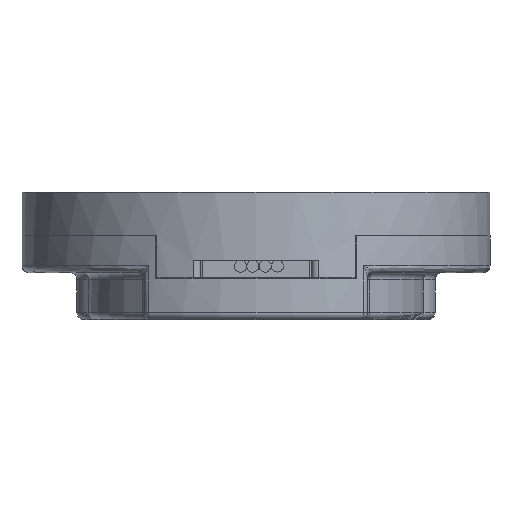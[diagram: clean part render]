
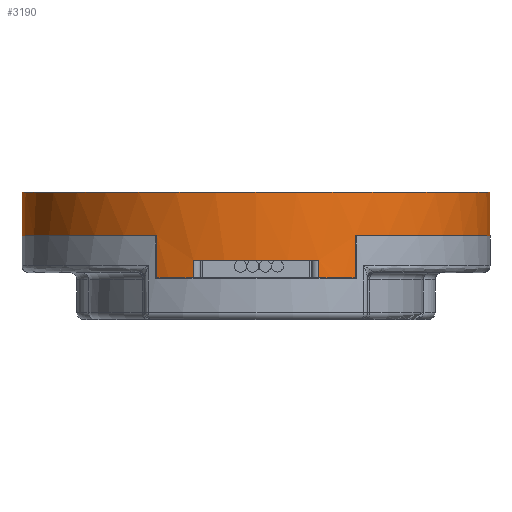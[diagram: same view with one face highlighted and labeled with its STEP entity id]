
A CAD part, front view. The second image highlights one B-rep face of the part: STEP entity #3190.
In plain terms, the highlighted cylindrical face has radius 26.67 mm (diameter 53.34 mm), a partial arc.
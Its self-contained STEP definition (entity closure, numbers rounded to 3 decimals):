
#421 = CARTESIAN_POINT ( 'NONE',  ( 0., 0., 9.728 ) ) ;
#426 = ORIENTED_EDGE ( 'NONE', *, *, #20297, .T. ) ;
#665 = CARTESIAN_POINT ( 'NONE',  ( 0., 0., 0. ) ) ;
#761 = DIRECTION ( 'NONE',  ( 0., 0., 1. ) ) ;
#825 = CARTESIAN_POINT ( 'NONE',  ( -7.155, -25.692, 0. ) ) ;
#1014 = DIRECTION ( 'NONE',  ( 0., 0., 1. ) ) ;
#1029 = AXIS2_PLACEMENT_3D ( 'NONE', #22047, #24051, #17666 ) ;
#1074 = AXIS2_PLACEMENT_3D ( 'NONE', #16535, #14617, #4744 ) ;
#1289 = EDGE_CURVE ( 'NONE', #25011, #8175, #19910, .T. ) ;
#1441 = LINE ( 'NONE', #11566, #18943 ) ;
#1966 = ORIENTED_EDGE ( 'NONE', *, *, #5585, .T. ) ;
#1971 = CARTESIAN_POINT ( 'NONE',  ( 26.67, 0., 4.953 ) ) ;
#2121 = VERTEX_POINT ( 'NONE', #22687 ) ;
#2129 = AXIS2_PLACEMENT_3D ( 'NONE', #665, #761, #24881 ) ;
#2358 = CIRCLE ( 'NONE', #1029, 26.67 ) ;
#2743 = LINE ( 'NONE', #14000, #4951 ) ;
#3026 = CIRCLE ( 'NONE', #21861, 26.67 ) ;
#3183 = ORIENTED_EDGE ( 'NONE', *, *, #16142, .T. ) ;
#3190 = ADVANCED_FACE ( 'NONE', ( #18380 ), #20282, .T. ) ;
#3355 = VERTEX_POINT ( 'NONE', #13487 ) ;
#3530 = EDGE_CURVE ( 'NONE', #24165, #2121, #2743, .T. ) ;
#3830 = VECTOR ( 'NONE', #8830, 1000. ) ;
#3936 = B_SPLINE_CURVE_WITH_KNOTS ( 'NONE', 3,
 ( #23870, #19920, #9957, #23947 ),
 .UNSPECIFIED., .F., .F.,
 ( 4, 4 ),
 ( 0., 1. ),
 .UNSPECIFIED. ) ;
#3987 = CARTESIAN_POINT ( 'NONE',  ( -11.303, -24.156, 9.728 ) ) ;
#4330 = ORIENTED_EDGE ( 'NONE', *, *, #18814, .T. ) ;
#4605 = EDGE_LOOP ( 'NONE', ( #8739, #3183, #426, #16983, #17177, #22717, #1966, #10967, #25407, #15381, #13313, #4330, #12517 ) ) ;
#4744 = DIRECTION ( 'NONE',  ( 1., 0., 0. ) ) ;
#4790 = DIRECTION ( 'NONE',  ( 0., 0., 1. ) ) ;
#4951 = VECTOR ( 'NONE', #23906, 1000. ) ;
#5107 = AXIS2_PLACEMENT_3D ( 'NONE', #23586, #13428, #9501 ) ;
#5565 = CARTESIAN_POINT ( 'NONE',  ( -26.67, 0., 0. ) ) ;
#5585 = EDGE_CURVE ( 'NONE', #13277, #21413, #1441, .T. ) ;
#5594 = CARTESIAN_POINT ( 'NONE',  ( 0., 0., 0. ) ) ;
#6024 = CIRCLE ( 'NONE', #23990, 26.67 ) ;
#6047 = CARTESIAN_POINT ( 'NONE',  ( 7.155, -25.692, 9.728 ) ) ;
#6212 = EDGE_CURVE ( 'NONE', #15814, #20025, #2358, .T. ) ;
#7850 = VECTOR ( 'NONE', #1014, 1000. ) ;
#8139 = EDGE_CURVE ( 'NONE', #2121, #14207, #6024, .T. ) ;
#8144 = AXIS2_PLACEMENT_3D ( 'NONE', #5594, #13446, #15468 ) ;
#8175 = VERTEX_POINT ( 'NONE', #15347 ) ;
#8739 = ORIENTED_EDGE ( 'NONE', *, *, #3530, .F. ) ;
#8751 = EDGE_CURVE ( 'NONE', #15814, #3355, #24429, .T. ) ;
#8830 = DIRECTION ( 'NONE',  ( 0., 0., 1. ) ) ;
#9328 = VECTOR ( 'NONE', #10853, 1000. ) ;
#9501 = DIRECTION ( 'NONE',  ( 1., 0., 0. ) ) ;
#9957 = CARTESIAN_POINT ( 'NONE',  ( 7.148, -25.694, 7.696 ) ) ;
#9964 = LINE ( 'NONE', #825, #9328 ) ;
#10556 = DIRECTION ( 'NONE',  ( 1., 0., 0. ) ) ;
#10774 = VECTOR ( 'NONE', #24413, 1000. ) ;
#10853 = DIRECTION ( 'NONE',  ( 0., 0., 1. ) ) ;
#10967 = ORIENTED_EDGE ( 'NONE', *, *, #14765, .F. ) ;
#11070 = LINE ( 'NONE', #20299, #10774 ) ;
#11566 = CARTESIAN_POINT ( 'NONE',  ( 7.155, -25.692, 0. ) ) ;
#11750 = CIRCLE ( 'NONE', #8144, 26.67 ) ;
#12517 = ORIENTED_EDGE ( 'NONE', *, *, #8139, .F. ) ;
#12702 = CARTESIAN_POINT ( 'NONE',  ( -7.155, -25.692, 9.728 ) ) ;
#12797 = CARTESIAN_POINT ( 'NONE',  ( 11.303, -24.156, 0. ) ) ;
#12885 = VERTEX_POINT ( 'NONE', #12702 ) ;
#13277 = VERTEX_POINT ( 'NONE', #6047 ) ;
#13313 = ORIENTED_EDGE ( 'NONE', *, *, #22321, .T. ) ;
#13428 = DIRECTION ( 'NONE',  ( 0., 0., -1. ) ) ;
#13432 = CARTESIAN_POINT ( 'NONE',  ( 26.67, 0., 0. ) ) ;
#13446 = DIRECTION ( 'NONE',  ( 0., 0., 1. ) ) ;
#13487 = CARTESIAN_POINT ( 'NONE',  ( 11.303, -24.156, 9.728 ) ) ;
#14000 = CARTESIAN_POINT ( 'NONE',  ( -26.67, 0., 0. ) ) ;
#14207 = VERTEX_POINT ( 'NONE', #23898 ) ;
#14617 = DIRECTION ( 'NONE',  ( 0., 0., -1. ) ) ;
#14765 = EDGE_CURVE ( 'NONE', #25011, #21413, #3936, .T. ) ;
#14823 = EDGE_CURVE ( 'NONE', #3355, #13277, #3026, .T. ) ;
#15310 = CIRCLE ( 'NONE', #1074, 26.67 ) ;
#15347 = CARTESIAN_POINT ( 'NONE',  ( -7.155, -25.692, 7.696 ) ) ;
#15381 = ORIENTED_EDGE ( 'NONE', *, *, #16881, .T. ) ;
#15468 = DIRECTION ( 'NONE',  ( 1., 0., 0. ) ) ;
#15814 = VERTEX_POINT ( 'NONE', #19601 ) ;
#16142 = EDGE_CURVE ( 'NONE', #24165, #22850, #11750, .T. ) ;
#16535 = CARTESIAN_POINT ( 'NONE',  ( 0., 0., 9.728 ) ) ;
#16691 = CARTESIAN_POINT ( 'NONE',  ( 26.67, 0., 0. ) ) ;
#16744 = CARTESIAN_POINT ( 'NONE',  ( 0., 0., 4.953 ) ) ;
#16881 = EDGE_CURVE ( 'NONE', #8175, #12885, #9964, .T. ) ;
#16961 = LINE ( 'NONE', #16691, #3830 ) ;
#16983 = ORIENTED_EDGE ( 'NONE', *, *, #6212, .F. ) ;
#17177 = ORIENTED_EDGE ( 'NONE', *, *, #8751, .T. ) ;
#17666 = DIRECTION ( 'NONE',  ( 1., 0., 0. ) ) ;
#18239 = DIRECTION ( 'NONE',  ( 0., 0., -1. ) ) ;
#18380 = FACE_OUTER_BOUND ( 'NONE', #4605, .T. ) ;
#18580 = DIRECTION ( 'NONE',  ( 1., 0., 0. ) ) ;
#18814 = EDGE_CURVE ( 'NONE', #25624, #14207, #11070, .T. ) ;
#18943 = VECTOR ( 'NONE', #25390, 1000. ) ;
#19123 = CARTESIAN_POINT ( 'NONE',  ( 7.155, -25.692, 7.696 ) ) ;
#19601 = CARTESIAN_POINT ( 'NONE',  ( 11.303, -24.156, 4.953 ) ) ;
#19910 = CIRCLE ( 'NONE', #5107, 26.67 ) ;
#19920 = CARTESIAN_POINT ( 'NONE',  ( 7.141, -25.696, 7.696 ) ) ;
#20025 = VERTEX_POINT ( 'NONE', #1971 ) ;
#20282 = CYLINDRICAL_SURFACE ( 'NONE', #2129, 26.67 ) ;
#20297 = EDGE_CURVE ( 'NONE', #22850, #20025, #16961, .T. ) ;
#20299 = CARTESIAN_POINT ( 'NONE',  ( -11.303, -24.156, 0. ) ) ;
#21413 = VERTEX_POINT ( 'NONE', #19123 ) ;
#21861 = AXIS2_PLACEMENT_3D ( 'NONE', #421, #18239, #10556 ) ;
#22047 = CARTESIAN_POINT ( 'NONE',  ( 0., 0., 4.953 ) ) ;
#22321 = EDGE_CURVE ( 'NONE', #12885, #25624, #15310, .T. ) ;
#22687 = CARTESIAN_POINT ( 'NONE',  ( -26.67, 0., 4.953 ) ) ;
#22717 = ORIENTED_EDGE ( 'NONE', *, *, #14823, .T. ) ;
#22850 = VERTEX_POINT ( 'NONE', #13432 ) ;
#23097 = CARTESIAN_POINT ( 'NONE',  ( 7.134, -25.698, 7.696 ) ) ;
#23586 = CARTESIAN_POINT ( 'NONE',  ( 0., 0., 7.696 ) ) ;
#23870 = CARTESIAN_POINT ( 'NONE',  ( 7.134, -25.698, 7.696 ) ) ;
#23898 = CARTESIAN_POINT ( 'NONE',  ( -11.303, -24.156, 4.953 ) ) ;
#23906 = DIRECTION ( 'NONE',  ( 0., 0., 1. ) ) ;
#23947 = CARTESIAN_POINT ( 'NONE',  ( 7.155, -25.692, 7.696 ) ) ;
#23990 = AXIS2_PLACEMENT_3D ( 'NONE', #16744, #4790, #18580 ) ;
#24051 = DIRECTION ( 'NONE',  ( 0., 0., 1. ) ) ;
#24165 = VERTEX_POINT ( 'NONE', #5565 ) ;
#24413 = DIRECTION ( 'NONE',  ( 0., 0., -1. ) ) ;
#24429 = LINE ( 'NONE', #12797, #7850 ) ;
#24881 = DIRECTION ( 'NONE',  ( 1., 0., 0. ) ) ;
#25011 = VERTEX_POINT ( 'NONE', #23097 ) ;
#25390 = DIRECTION ( 'NONE',  ( 0., 0., -1. ) ) ;
#25407 = ORIENTED_EDGE ( 'NONE', *, *, #1289, .T. ) ;
#25624 = VERTEX_POINT ( 'NONE', #3987 ) ;
